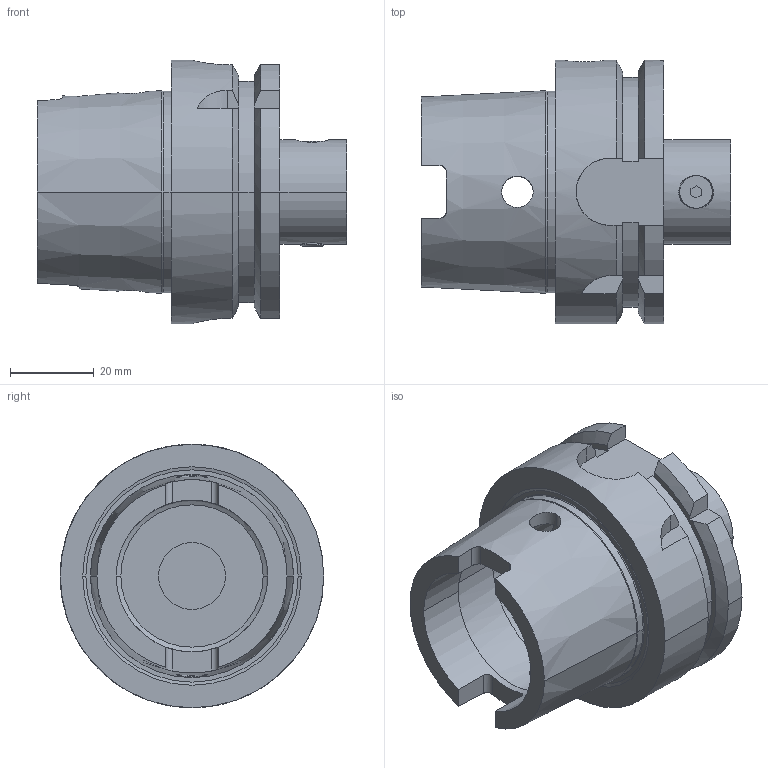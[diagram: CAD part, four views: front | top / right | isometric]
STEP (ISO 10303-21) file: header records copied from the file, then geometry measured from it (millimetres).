
FILE_DESCRIPTION(/* description */ (''),/* implementation_level */ '2;1');
FILE_NAME(/* name */ '10001155289nxv000_00_214.stp',/* time_stamp */ '2023-02-10T08:53:52+01:00',/* author */ (''),/* organization */ (''),/* preprocessor_version */ 'ST-DEVELOPER v18.1',/* originating_system */ 'SIEMENS PLM Software NX 2000',/* authorisation */ '');
FILE_SCHEMA (('AUTOMOTIVE_DESIGN { 1 0 10303 214 3 1 1 1 }'));
Length unit declared in the file: millimetre
Products named in the file (1): 10001155289nxv000_00
Bounding box: 74.01 x 63 x 63 mm (x, y, z)
Volume: 84550.2 mm3; surface area: 24659.4 mm2
Topology: 1 solids, 2 shells, 159 faces, 404 edges, 258 vertices
Faces by surface type: cylinder 58, plane 54, cone 35, torus 12
Entity records: 6353 total; most frequent: CARTESIAN_POINT 1489, DIRECTION 805, ORIENTED_EDGE 804, EDGE_CURVE 402, AXIS2_PLACEMENT_3D 314, VERTEX_POINT 257, LINE 177, VECTOR 177
